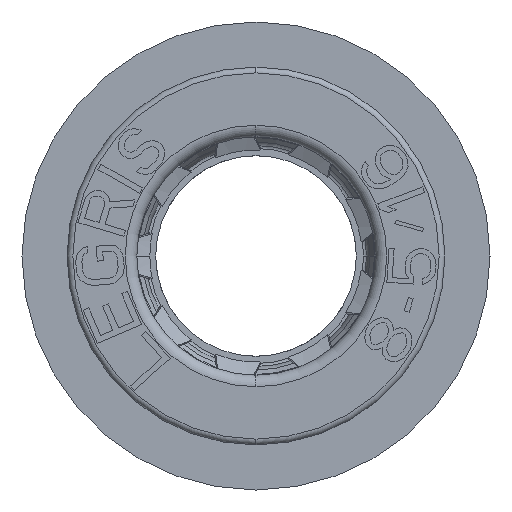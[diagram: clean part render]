
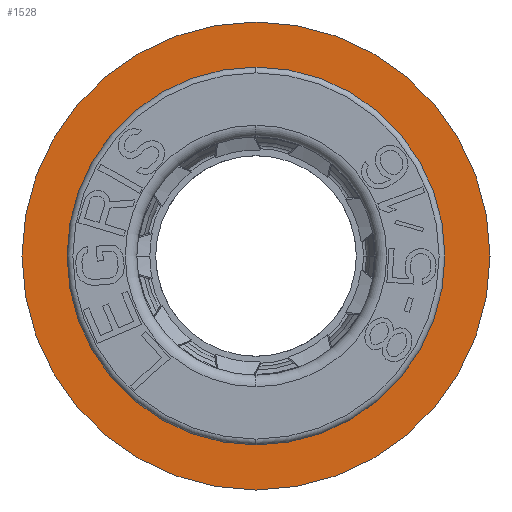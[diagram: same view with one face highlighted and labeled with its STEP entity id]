
A CAD part, left-side view. The second image highlights one B-rep face of the part: STEP entity #1528.
In plain terms, the highlighted planar face has unit normal (-1, 0, 0).
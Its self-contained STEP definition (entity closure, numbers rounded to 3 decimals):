
#1528=ADVANCED_FACE('',(#4224,#4225),#4226,.T.);
#4224=FACE_OUTER_BOUND('',#10965,.T.);
#4225=FACE_BOUND('',#10966,.T.);
#4226=PLANE('',#10967);
#10965=EDGE_LOOP('',(#21239,#21240));
#10966=EDGE_LOOP('',(#21241,#21242));
#10967=AXIS2_PLACEMENT_3D('',#21243,#21244,#21245);
#21239=ORIENTED_EDGE('',*,*,#24715,.T.);
#21240=ORIENTED_EDGE('',*,*,#24717,.F.);
#21241=ORIENTED_EDGE('',*,*,#24991,.F.);
#21242=ORIENTED_EDGE('',*,*,#24992,.F.);
#21243=CARTESIAN_POINT('',(-17.9,0.0,0.0));
#21244=DIRECTION('',(-1.0,0.0,0.0));
#21245=DIRECTION('',(0.0,1.0,0.0));
#24715=EDGE_CURVE('',#30194,#30192,#30195,.T.);
#24717=EDGE_CURVE('',#30194,#30192,#30197,.T.);
#24991=EDGE_CURVE('',#30616,#30614,#30618,.T.);
#24992=EDGE_CURVE('',#30614,#30616,#30619,.T.);
#30192=VERTEX_POINT('',#40346);
#30194=VERTEX_POINT('',#40349);
#30195=CIRCLE('',#40350,8.05);
#30197=CIRCLE('',#40353,8.05);
#30614=VERTEX_POINT('',#41144);
#30616=VERTEX_POINT('',#41147);
#30618=CIRCLE('',#41150,6.077);
#30619=CIRCLE('',#41151,6.077);
#40346=CARTESIAN_POINT('',(-17.9,-8.05,0.0));
#40349=CARTESIAN_POINT('',(-17.9,8.05,0.0));
#40350=AXIS2_PLACEMENT_3D('',#45424,#45425,#45426);
#40353=AXIS2_PLACEMENT_3D('',#45428,#45429,#45430);
#41144=CARTESIAN_POINT('',(-17.9,-6.077,0.0));
#41147=CARTESIAN_POINT('',(-17.9,6.077,0.0));
#41150=AXIS2_PLACEMENT_3D('',#45938,#45939,#45940);
#41151=AXIS2_PLACEMENT_3D('',#45941,#45942,#45943);
#45424=CARTESIAN_POINT('',(-17.9,0.0,0.0));
#45425=DIRECTION('',(-1.0,0.0,0.0));
#45426=DIRECTION('',(0.0,1.0,0.0));
#45428=CARTESIAN_POINT('',(-17.9,0.0,0.0));
#45429=DIRECTION('',(1.0,0.0,0.0));
#45430=DIRECTION('',(0.0,1.0,0.0));
#45938=CARTESIAN_POINT('',(-17.9,0.0,0.0));
#45939=DIRECTION('',(-1.0,0.0,0.0));
#45940=DIRECTION('',(0.0,1.0,0.0));
#45941=CARTESIAN_POINT('',(-17.9,0.0,0.0));
#45942=DIRECTION('',(-1.0,0.0,0.0));
#45943=DIRECTION('',(0.0,-1.0,0.0));
